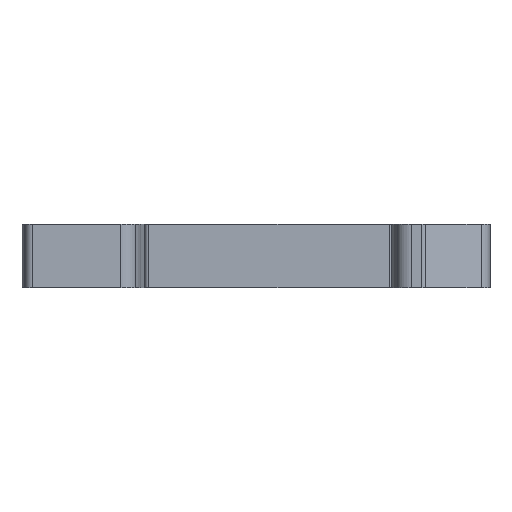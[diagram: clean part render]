
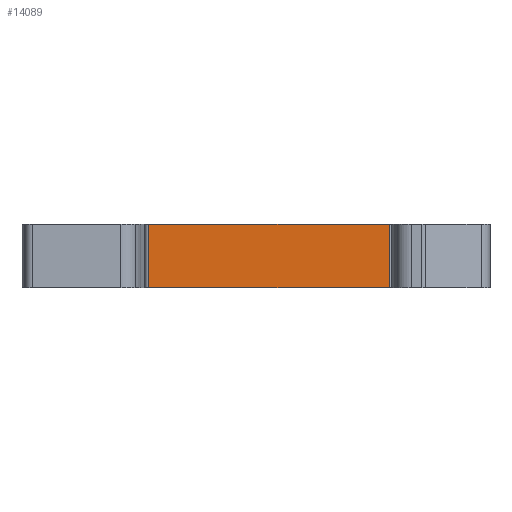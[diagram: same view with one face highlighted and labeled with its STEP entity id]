
A CAD part, front view. The second image highlights one B-rep face of the part: STEP entity #14089.
In plain terms, the highlighted planar face has unit normal (0, -1, 0).
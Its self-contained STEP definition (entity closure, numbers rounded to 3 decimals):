
#3240=DIRECTION('',(0.,0.,-1.));
#3241=VECTOR('',#3240,8.2);
#3242=CARTESIAN_POINT('',(-13.795,0.,4.1));
#3243=LINE('',#3242,#3241);
#3254=DIRECTION('',(1.,0.,0.));
#3255=VECTOR('',#3254,30.895);
#3256=CARTESIAN_POINT('',(-13.795,0.,4.1));
#3257=LINE('',#3256,#3255);
#3261=DIRECTION('',(0.,0.,1.));
#3262=VECTOR('',#3261,8.2);
#3263=CARTESIAN_POINT('',(17.1,0.,-4.1));
#3264=LINE('',#3263,#3262);
#3952=DIRECTION('',(1.,0.,0.));
#3953=VECTOR('',#3952,30.895);
#3954=CARTESIAN_POINT('',(-13.795,0.,-4.1));
#3955=LINE('',#3954,#3953);
#10121=CARTESIAN_POINT('',(17.1,0.,4.1));
#10122=VERTEX_POINT('',#10121);
#10123=CARTESIAN_POINT('',(-13.795,0.,4.1));
#10124=VERTEX_POINT('',#10123);
#10525=CARTESIAN_POINT('',(-13.795,0.,-4.1));
#10526=VERTEX_POINT('',#10525);
#10529=CARTESIAN_POINT('',(17.1,0.,-4.1));
#10530=VERTEX_POINT('',#10529);
#14076=CARTESIAN_POINT('',(1.652,0.,0.));
#14077=DIRECTION('',(0.,1.,0.));
#14078=DIRECTION('',(1.,0.,0.));
#14079=AXIS2_PLACEMENT_3D('',#14076,#14077,#14078);
#14080=PLANE('',#14079);
#14081=ORIENTED_EDGE('',*,*,#12735,.T.);
#14083=ORIENTED_EDGE('',*,*,#14082,.F.);
#14085=ORIENTED_EDGE('',*,*,#14084,.F.);
#14086=ORIENTED_EDGE('',*,*,#14066,.F.);
#14087=EDGE_LOOP('',(#14081,#14083,#14085,#14086));
#14088=FACE_OUTER_BOUND('',#14087,.F.);
#12735=EDGE_CURVE('',#10124,#10122,#3257,.T.);
#14066=EDGE_CURVE('',#10124,#10526,#3243,.T.);
#14082=EDGE_CURVE('',#10530,#10122,#3264,.T.);
#14084=EDGE_CURVE('',#10526,#10530,#3955,.T.);
#14089=ADVANCED_FACE('',(#14088),#14080,.F.);
